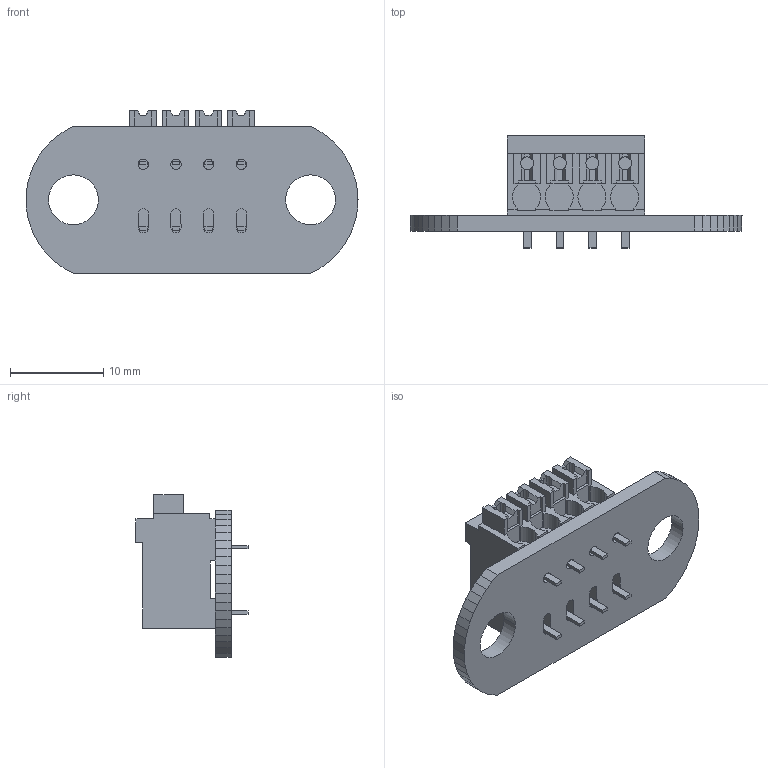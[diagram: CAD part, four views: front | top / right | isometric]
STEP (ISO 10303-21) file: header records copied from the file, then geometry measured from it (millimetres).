
FILE_DESCRIPTION (( 'STEP AP214' ), '1' );
FILE_NAME ('am-4130 CAN Connector.STEP', '2019-10-29T18:55:07', ( '' ), ( '' ), 'SwSTEP 2.0', 'SolidWorks 2019', '' );
FILE_SCHEMA (( 'AUTOMOTIVE_DESIGN' ));
Length unit declared in the file: inch
Products named in the file (4): Weldmuller 1824440000; can_connector_board; Board_can_connector_board; am-4130 CAN Connector
Assembly tree (3 placements, depth 3):
  am-4130 CAN Connector
    Weldmuller 1824440000
    can_connector_board
      Board_can_connector_board
Bounding box: 35.56 x 12 x 17.42 mm (x, y, z)
Volume: 2031.8 mm3; surface area: 2535 mm2
Topology: 14 solids, 14 shells, 452 faces, 1252 edges, 824 vertices
Faces by surface type: plane 392, cylinder 60
Entity records: 16401 total; most frequent: CARTESIAN_POINT 2822, ORIENTED_EDGE 2504, DIRECTION 2209, EDGE_CURVE 1252, LINE 1091, VECTOR 1091, VERTEX_POINT 824, AXIS2_PLACEMENT_3D 559
